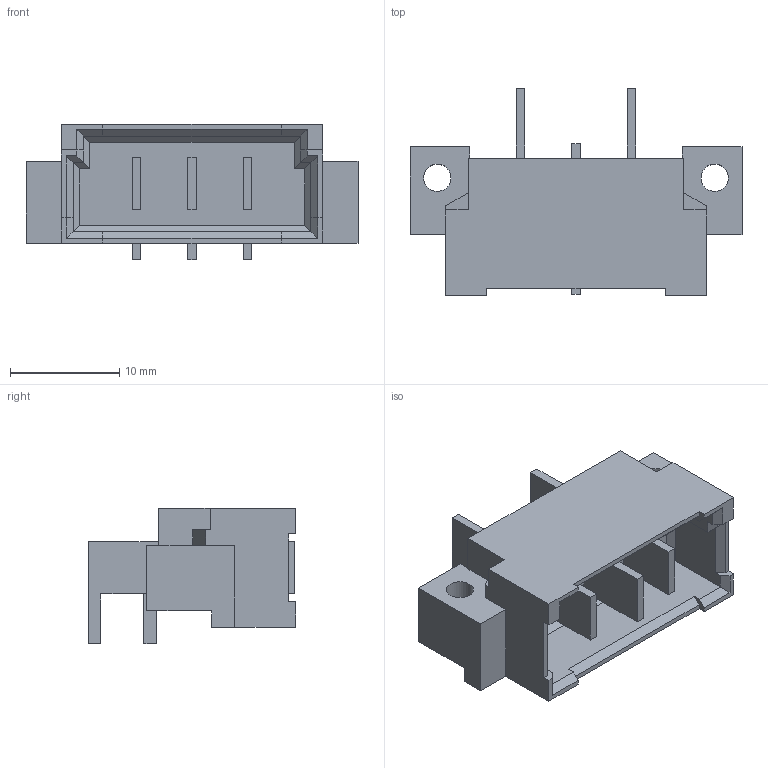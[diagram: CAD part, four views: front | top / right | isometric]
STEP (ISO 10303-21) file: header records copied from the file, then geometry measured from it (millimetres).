
FILE_DESCRIPTION(/* description */ (''),/* implementation_level */ '2;1');
FILE_NAME(/* name */ '100122884ugm000_b.stp',/* time_stamp */ '2016-11-15T11:12:59+01:00',/* author */ (''),/* organization */ (''),/* preprocessor_version */ 'ST-DEVELOPER v16',/* originating_system */ 'SIEMENS PLM Software NX 10.0',/* authorisation */ '');
FILE_SCHEMA (('AUTOMOTIVE_DESIGN { 1 0 10303 214 3 1 1 1 }'));
Length unit declared in the file: millimetre
Products named in the file (1): 100122884ugm000_b
Bounding box: 30.4 x 18.98 x 12.4 mm (x, y, z)
Volume: 2124.4 mm3; surface area: 2461.3 mm2
Topology: 1 solids, 1 shells, 124 faces, 328 edges, 212 vertices
Faces by surface type: plane 122, cylinder 2
Full cylindrical faces by diameter (mm): 2.5 x2
Entity records: 4383 total; most frequent: CARTESIAN_POINT 663, ORIENTED_EDGE 652, DIRECTION 580, EDGE_CURVE 326, LINE 322, VECTOR 322, VERTEX_POINT 212, EDGE_LOOP 136
